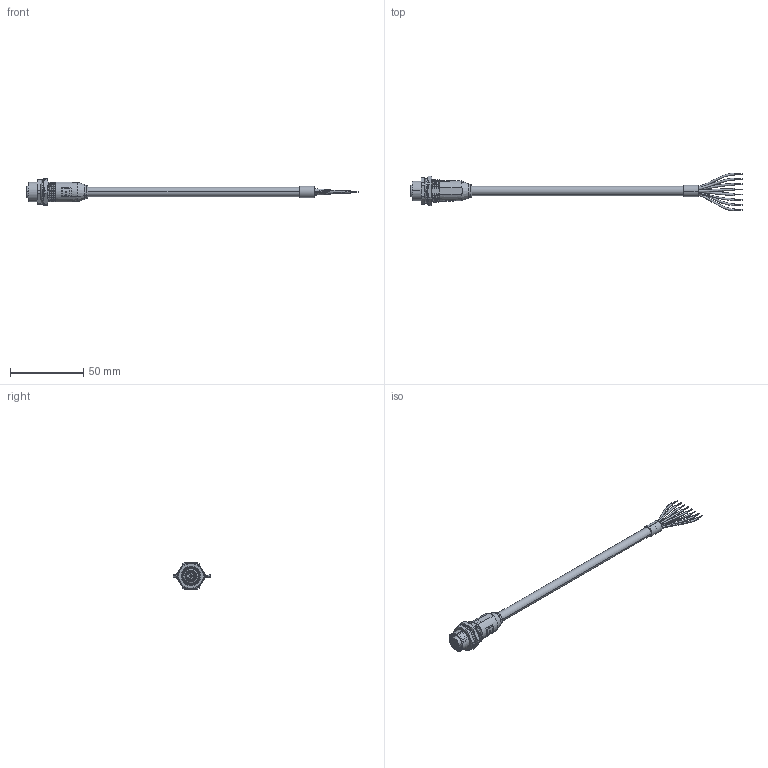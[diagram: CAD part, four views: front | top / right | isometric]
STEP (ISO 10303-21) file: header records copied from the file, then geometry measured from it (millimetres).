
FILE_DESCRIPTION (( 'STEP AP203' ), '1' );
FILE_NAME ('10-06441.step', '2025-11-08T01:42:47', ( '' ), ( '' ), 'SwSTEP 2.0', 'SolidWorks 2025', '' );
FILE_SCHEMA (( 'CONFIG_CONTROL_DESIGN' ));
Length unit declared in the file: millimetre
Products named in the file (7): 24-00454; 32-00026_10 mm; 10-06441; 54-00529; 56-00046; 30-03792_50mm
Assembly tree (6 placements, depth 3):
  10-06441
    30-03792_50mm
    24-00454
    54-00529
      54-00529
      56-00046
    32-00026_10 mm
Bounding box: 227.2 x 25.9 x 18 mm (x, y, z)
Volume: 11134.8 mm3; surface area: 12479.6 mm2
Topology: 336 solids, 336 shells, 2190 faces, 4218 edges, 2751 vertices
Faces by surface type: cylinder 967, plane 893, cone 204, bspline 120, torus 6
Entity records: 74911 total; most frequent: CARTESIAN_POINT 29952, DIRECTION 9665, ORIENTED_EDGE 8372, EDGE_CURVE 4186, AXIS2_PLACEMENT_3D 4152, VERTEX_POINT 2750, EDGE_LOOP 2300, FACE_OUTER_BOUND 2190
